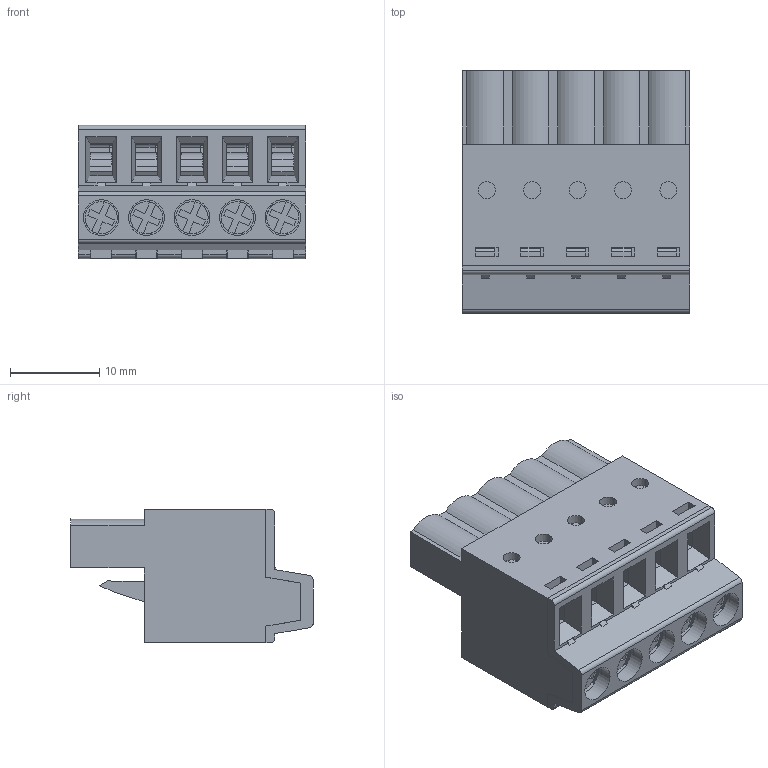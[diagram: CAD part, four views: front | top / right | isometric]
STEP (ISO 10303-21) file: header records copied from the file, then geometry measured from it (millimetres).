
FILE_DESCRIPTION( ( 'Unknown' ), '1' );
FILE_NAME( '691373500005B.stp', 'Unknown', ( 'Unknown' ), ( 'Unknown' ), 'PSStep 19.0.9', 'Unknown', ' ' );
FILE_SCHEMA( ( 'AUTOMOTIVE_DESIGN { 1 0 10303 214 1 1 1 1 }' ) );
Length unit declared in the file: millimetre
Products named in the file (7): Assem1; 6913735000xxB_PIN; 691373500005B_COQUE; 691373500005B; 6913735000xxB_MASS; 6913735000xxB_VIS; 6913735000xxB_CLAPET
Assembly tree (22 placements, depth 2):
  Assem1
    6913735000xxB_PIN  x5
    691373500005B_COQUE
    691373500005B
    6913735000xxB_MASS  x5
    6913735000xxB_VIS  x5
    6913735000xxB_CLAPET  x5
Bounding box: 25.4 x 27.1 x 14.9 mm (x, y, z)
Volume: 4798.5 mm3; surface area: 11904.3 mm2
Topology: 22 solids, 22 shells, 1278 faces, 3526 edges, 2314 vertices
Faces by surface type: plane 994, cylinder 279, cone 5
Full cylindrical faces by diameter (mm): 1.9 x5, 2.003 x5, 2.5 x10, 3 x5, 3.1 x5, 3.6 x5, 3.99 x5, 4.1 x5
Entity records: 27750 total; most frequent: CARTESIAN_POINT 3935, ORIENTED_EDGE 3834, DIRECTION 3538, EDGE_CURVE 1917, LINE 1726, VECTOR 1726, VERTEX_POINT 1271, AXIS2_PLACEMENT_3D 906
